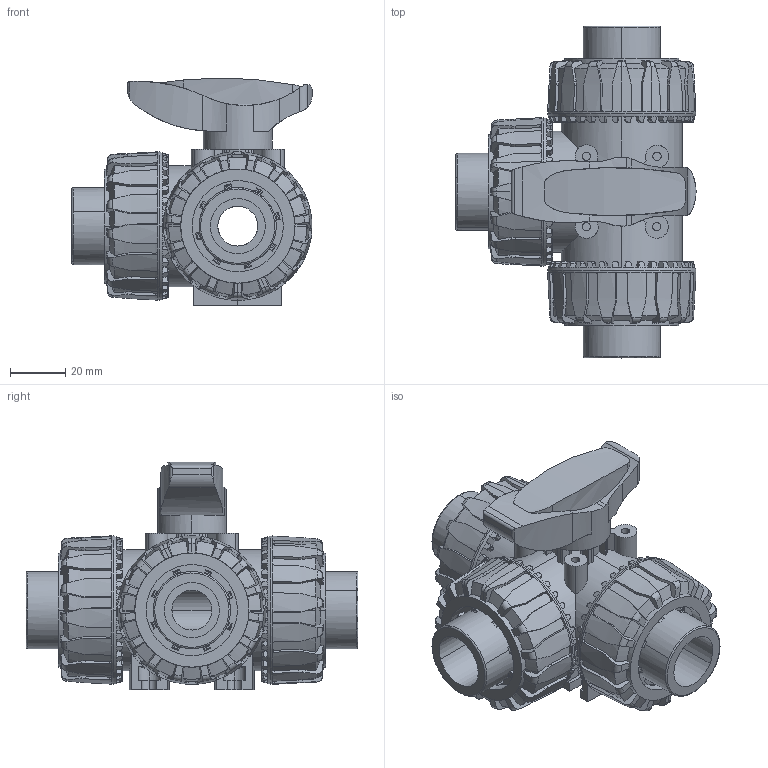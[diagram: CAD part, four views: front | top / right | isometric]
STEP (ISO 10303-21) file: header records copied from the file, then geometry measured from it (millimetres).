
FILE_DESCRIPTION(('STEP AP214'),'1');
FILE_NAME('tkdim020f.stp','2018-03-06T12:56:43',('TraceParts'),('TraceParts S.A.'),'Spatial InterOp 3D',' ',' ');
FILE_SCHEMA(('automotive_design'));
Length unit declared in the file: millimetre
Products named in the file (8): tkdim020f_1; tkdim020f_2; tkdim020f_3; tkdim020f_4; tkdim020f_5; tkdim020f_6; tkdim020f_7; tkdim020f_8
Bounding box: 87.16 x 120.5 x 82.77 mm (x, y, z)
Volume: 249216.8 mm3; surface area: 75786.2 mm2
Topology: 8 solids, 8 shells, 1965 faces, 5480 edges, 3546 vertices
Faces by surface type: plane 866, cylinder 586, cone 426, torus 87
Entity records: 84476 total; most frequent: CARTESIAN_POINT 19206, ORIENTED_EDGE 10960, DIRECTION 10105, EDGE_CURVE 5480, AXIS2_PLACEMENT_3D 3955, VERTEX_POINT 3546, LINE 2195, VECTOR 2195
